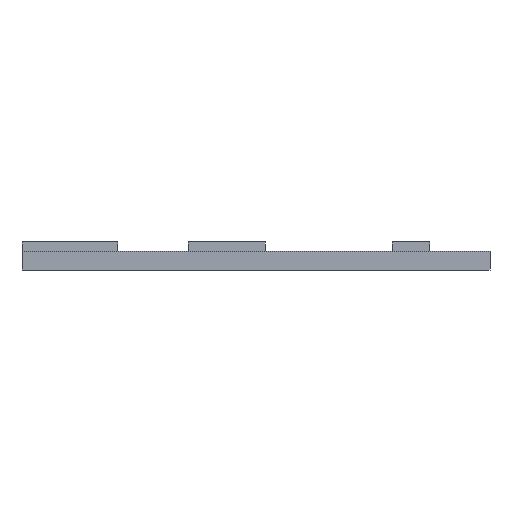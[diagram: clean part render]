
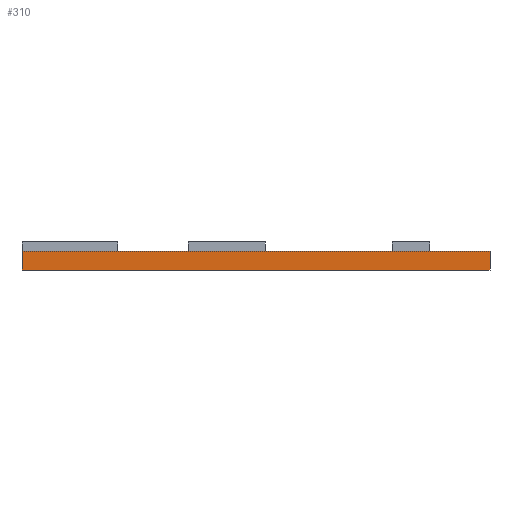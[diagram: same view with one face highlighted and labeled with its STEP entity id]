
A CAD part, front view. The second image highlights one B-rep face of the part: STEP entity #310.
In plain terms, the highlighted planar face has unit normal (0, -1, 0).
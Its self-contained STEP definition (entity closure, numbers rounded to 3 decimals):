
#56 = AXIS2_PLACEMENT_3D ( 'NONE', #241, #168, #748 ) ;
#75 = VECTOR ( 'NONE', #854, 1000. ) ;
#80 = DIRECTION ( 'NONE',  ( 1., 0., 0. ) ) ;
#143 = VECTOR ( 'NONE', #80, 1000. ) ;
#147 = LINE ( 'NONE', #631, #925 ) ;
#168 = DIRECTION ( 'NONE',  ( 0., 1., 0. ) ) ;
#220 = VECTOR ( 'NONE', #264, 1000. ) ;
#241 = CARTESIAN_POINT ( 'NONE',  ( 0., 0., 4. ) ) ;
#264 = DIRECTION ( 'NONE',  ( 0., 0., -1. ) ) ;
#269 = EDGE_CURVE ( 'NONE', #754, #773, #586, .T. ) ;
#300 = CARTESIAN_POINT ( 'NONE',  ( 0., 0., 4. ) ) ;
#310 = ADVANCED_FACE ( 'NONE', ( #765 ), #422, .F. ) ;
#404 = ORIENTED_EDGE ( 'NONE', *, *, #917, .T. ) ;
#422 = PLANE ( 'NONE',  #56 ) ;
#453 = CARTESIAN_POINT ( 'NONE',  ( 0., 0., 4. ) ) ;
#553 = VERTEX_POINT ( 'NONE', #635 ) ;
#577 = EDGE_CURVE ( 'NONE', #553, #1009, #147, .T. ) ;
#586 = LINE ( 'NONE', #856, #220 ) ;
#597 = ORIENTED_EDGE ( 'NONE', *, *, #577, .F. ) ;
#607 = CARTESIAN_POINT ( 'NONE',  ( 100., 0., 0. ) ) ;
#631 = CARTESIAN_POINT ( 'NONE',  ( 100., 0., 4. ) ) ;
#635 = CARTESIAN_POINT ( 'NONE',  ( 100., 0., 4. ) ) ;
#737 = ORIENTED_EDGE ( 'NONE', *, *, #806, .F. ) ;
#744 = LINE ( 'NONE', #819, #143 ) ;
#748 = DIRECTION ( 'NONE',  ( 0., 0., 1. ) ) ;
#754 = VERTEX_POINT ( 'NONE', #453 ) ;
#765 = FACE_OUTER_BOUND ( 'NONE', #931, .T. ) ;
#773 = VERTEX_POINT ( 'NONE', #1058 ) ;
#806 = EDGE_CURVE ( 'NONE', #754, #553, #862, .T. ) ;
#819 = CARTESIAN_POINT ( 'NONE',  ( 0., 0., 0. ) ) ;
#854 = DIRECTION ( 'NONE',  ( 1., 0., 0. ) ) ;
#856 = CARTESIAN_POINT ( 'NONE',  ( 0., 0., 4. ) ) ;
#862 = LINE ( 'NONE', #300, #75 ) ;
#917 = EDGE_CURVE ( 'NONE', #773, #1009, #744, .T. ) ;
#925 = VECTOR ( 'NONE', #972, 1000. ) ;
#931 = EDGE_LOOP ( 'NONE', ( #404, #597, #737, #1010 ) ) ;
#972 = DIRECTION ( 'NONE',  ( 0., 0., -1. ) ) ;
#1009 = VERTEX_POINT ( 'NONE', #607 ) ;
#1010 = ORIENTED_EDGE ( 'NONE', *, *, #269, .T. ) ;
#1058 = CARTESIAN_POINT ( 'NONE',  ( 0., 0., 0. ) ) ;
